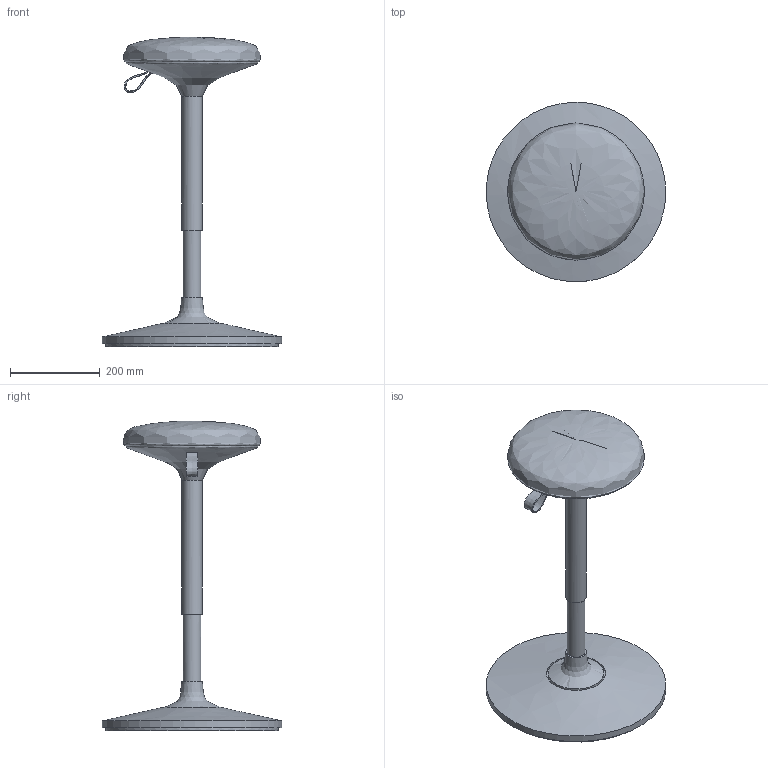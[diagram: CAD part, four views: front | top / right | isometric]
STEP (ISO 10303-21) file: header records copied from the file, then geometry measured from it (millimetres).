
FILE_DESCRIPTION(/* description */ (''),/* implementation_level */ '2;1');
FILE_NAME(/* name */ 'Bello BL 7360',/* time_stamp */ '2019-12-13T14:16:52+01:00',/* author */ (''),/* organization */ (''),/* preprocessor_version */ 'ST-DEVELOPER v16.5',/* originating_system */ '',/* authorisation */ '');
FILE_SCHEMA (('AUTOMOTIVE_DESIGN'));
Length unit declared in the file: millimetre
Products named in the file (1): Document
Bounding box: 399.76 x 399.93 x 690 mm (x, y, z)
Surface area: 541553.9 mm2 (no closed solid volume)
Topology: 0 solids, 5 shells, 23 faces, 56 edges, 38 vertices
Faces by surface type: bspline 19, plane 4
Entity records: 1734 total; most frequent: CARTESIAN_POINT 1362, ORIENTED_EDGE 90, EDGE_CURVE 52, VERTEX_POINT 32, EDGE_LOOP 24, B_SPLINE_CURVE_WITH_KNOTS 23, ADVANCED_FACE 23, FACE_OUTER_BOUND 23
